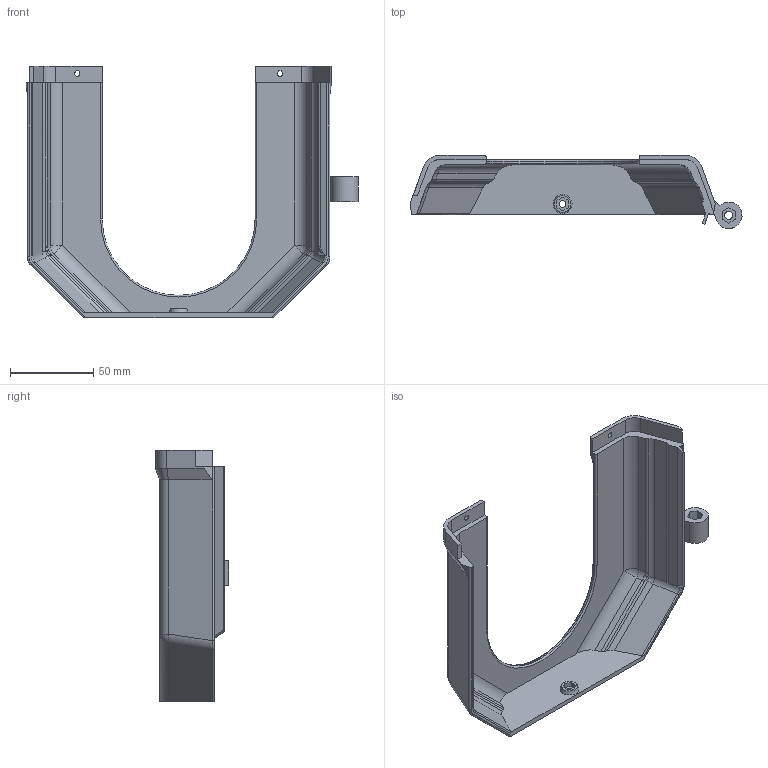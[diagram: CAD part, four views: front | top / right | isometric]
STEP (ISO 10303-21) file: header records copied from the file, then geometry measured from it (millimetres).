
FILE_DESCRIPTION(('FreeCAD Model'),'2;1');
FILE_NAME('UpperBack.step','2018-06-07T23:06:29',('Author'),(''), 'Open CASCADE STEP processor 6.9','FreeCAD','Unknown');
FILE_SCHEMA(('AUTOMOTIVE_DESIGN_CC2 { 1 2 10303 214 -1 1 5 4 }'));
Length unit declared in the file: millimetre
Products named in the file (2): ASSEMBLY; UpperBack
Assembly tree (1 placements, depth 2):
  ASSEMBLY
    UpperBack
Bounding box: 199.86 x 44 x 151.5 mm (x, y, z)
Volume: 87707.2 mm3; surface area: 53182.4 mm2
Topology: 1 solids, 1 shells, 147 faces, 373 edges, 227 vertices
Faces by surface type: plane 74, cylinder 48, bspline 16, sphere 4, cone 3, torus 2
Full cylindrical faces by diameter (mm): 4 x1, 4.8 x1
Entity records: 12919 total; most frequent: CARTESIAN_POINT 5826, DIRECTION 1226, LINE 777, VECTOR 777, ORIENTED_EDGE 738, PCURVE 738, DEFINITIONAL_REPRESENTATION 738, EDGE_CURVE 369
